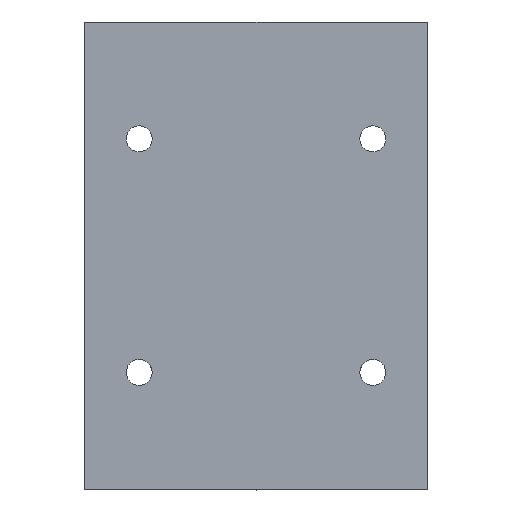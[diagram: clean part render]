
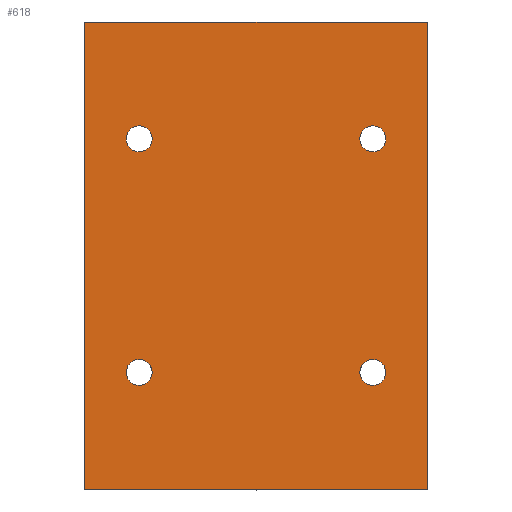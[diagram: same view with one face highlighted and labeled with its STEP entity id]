
A CAD part, top view. The second image highlights one B-rep face of the part: STEP entity #618.
In plain terms, the highlighted planar face has unit normal (0, 0, 1).
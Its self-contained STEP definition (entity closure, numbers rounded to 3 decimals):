
#17=FACE_BOUND('',#97,.T.);
#18=FACE_BOUND('',#98,.T.);
#19=FACE_BOUND('',#99,.T.);
#20=FACE_BOUND('',#100,.T.);
#32=PLANE('',#678);
#62=FACE_OUTER_BOUND('',#96,.T.);
#96=EDGE_LOOP('',(#487,#488,#489,#490));
#97=EDGE_LOOP('',(#491));
#98=EDGE_LOOP('',(#492));
#99=EDGE_LOOP('',(#493));
#100=EDGE_LOOP('',(#494));
#151=LINE('',#1068,#205);
#157=LINE('',#1079,#211);
#162=LINE('',#1090,#216);
#163=LINE('',#1091,#217);
#205=VECTOR('',#779,10.);
#211=VECTOR('',#789,10.);
#216=VECTOR('',#798,10.);
#217=VECTOR('',#799,10.);
#251=CIRCLE('',#679,1.666);
#252=CIRCLE('',#680,1.666);
#253=CIRCLE('',#681,1.666);
#254=CIRCLE('',#682,1.666);
#299=VERTEX_POINT('',#1066);
#300=VERTEX_POINT('',#1067);
#303=VERTEX_POINT('',#1078);
#307=VERTEX_POINT('',#1089);
#308=VERTEX_POINT('',#1092);
#309=VERTEX_POINT('',#1094);
#310=VERTEX_POINT('',#1096);
#311=VERTEX_POINT('',#1098);
#368=EDGE_CURVE('',#299,#300,#151,.T.);
#374=EDGE_CURVE('',#303,#299,#157,.T.);
#380=EDGE_CURVE('',#307,#300,#162,.T.);
#381=EDGE_CURVE('',#307,#303,#163,.T.);
#382=EDGE_CURVE('',#308,#308,#251,.T.);
#383=EDGE_CURVE('',#309,#309,#252,.T.);
#384=EDGE_CURVE('',#310,#310,#253,.T.);
#385=EDGE_CURVE('',#311,#311,#254,.T.);
#487=ORIENTED_EDGE('',*,*,#368,.T.);
#488=ORIENTED_EDGE('',*,*,#380,.F.);
#489=ORIENTED_EDGE('',*,*,#381,.T.);
#490=ORIENTED_EDGE('',*,*,#374,.T.);
#491=ORIENTED_EDGE('',*,*,#382,.F.);
#492=ORIENTED_EDGE('',*,*,#383,.F.);
#493=ORIENTED_EDGE('',*,*,#384,.F.);
#494=ORIENTED_EDGE('',*,*,#385,.F.);
#618=ADVANCED_FACE('',(#62,#17,#18,#19,#20),#32,.F.);
#678=AXIS2_PLACEMENT_3D('',#1088,#796,#797);
#679=AXIS2_PLACEMENT_3D('',#1093,#800,#801);
#680=AXIS2_PLACEMENT_3D('',#1095,#802,#803);
#681=AXIS2_PLACEMENT_3D('',#1097,#804,#805);
#682=AXIS2_PLACEMENT_3D('',#1099,#806,#807);
#779=DIRECTION('',(0.,1.,0.));
#789=DIRECTION('',(1.,0.,0.));
#796=DIRECTION('center_axis',(0.,0.,
-1.));
#797=DIRECTION('ref_axis',(-1.,0.,0.));
#798=DIRECTION('',(1.,0.,0.));
#799=DIRECTION('',(0.,-1.,0.));
#800=DIRECTION('center_axis',(0.,0.,
1.));
#801=DIRECTION('ref_axis',(-1.,0.,0.));
#802=DIRECTION('center_axis',(0.,0.,
1.));
#803=DIRECTION('ref_axis',(-1.,0.,0.));
#804=DIRECTION('center_axis',(0.,0.,
1.));
#805=DIRECTION('ref_axis',(-1.,0.,0.));
#806=DIRECTION('center_axis',(0.,0.,
1.));
#807=DIRECTION('ref_axis',(-1.,0.,0.));
#1066=CARTESIAN_POINT('',(21.801,-38.18,113.82));
#1067=CARTESIAN_POINT('',(21.801,21.82,113.82));
#1068=CARTESIAN_POINT('',(21.801,6.82,113.82));
#1078=CARTESIAN_POINT('',(-22.198,-38.18,113.82));
#1079=CARTESIAN_POINT('',(-22.198,-38.18,113.82));
#1088=CARTESIAN_POINT('Origin',(-0.198,-8.18,113.82));
#1089=CARTESIAN_POINT('',(-22.198,21.82,113.82));
#1090=CARTESIAN_POINT('',(-0.198,21.82,113.82));
#1091=CARTESIAN_POINT('',(-22.198,-18.68,113.82));
#1092=CARTESIAN_POINT('',(16.468,-23.18,113.82));
#1093=CARTESIAN_POINT('Origin',(14.802,-23.18,113.82));
#1094=CARTESIAN_POINT('',(-13.532,-23.18,113.82));
#1095=CARTESIAN_POINT('Origin',(-15.198,-23.18,113.82));
#1096=CARTESIAN_POINT('',(16.468,6.82,113.82));
#1097=CARTESIAN_POINT('Origin',(14.802,6.82,113.82));
#1098=CARTESIAN_POINT('',(-13.532,6.82,113.82));
#1099=CARTESIAN_POINT('Origin',(-15.198,6.82,113.82));
